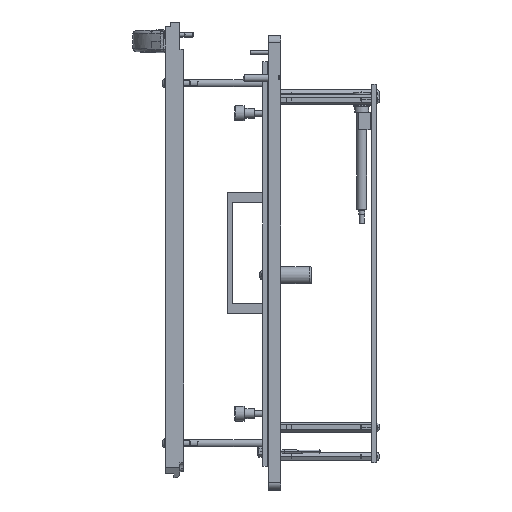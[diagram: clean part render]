
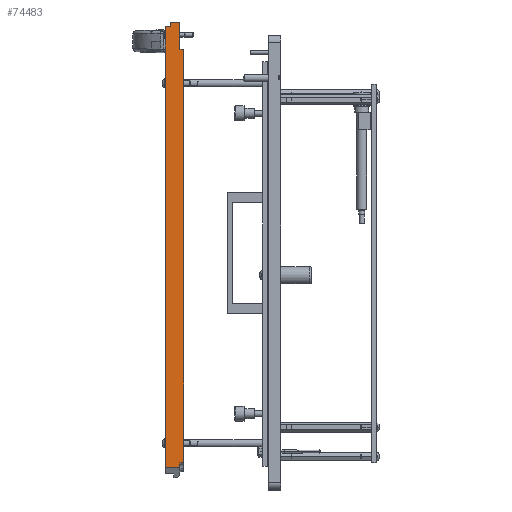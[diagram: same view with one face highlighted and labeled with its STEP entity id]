
A CAD part, left-side view. The second image highlights one B-rep face of the part: STEP entity #74483.
In plain terms, the highlighted face is planar.
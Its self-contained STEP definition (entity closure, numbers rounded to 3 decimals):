
#838 = CARTESIAN_POINT ( 'NONE',  ( 303., -7.4, 101.55 ) ) ;
#3958 = VECTOR ( 'NONE', #35383, 1000. ) ;
#4624 = CARTESIAN_POINT ( 'NONE',  ( 303., 7.5, 183.55 ) ) ;
#6273 = CARTESIAN_POINT ( 'NONE',  ( 303., -4.3, 171.55 ) ) ;
#7013 = ORIENTED_EDGE ( 'NONE', *, *, #36867, .T. ) ;
#7357 = VERTEX_POINT ( 'NONE', #16444 ) ;
#7433 = DIRECTION ( 'NONE',  ( 0., -1., 0. ) ) ;
#7675 = FACE_OUTER_BOUND ( 'NONE', #80782, .T. ) ;
#7891 = DIRECTION ( 'NONE',  ( 0., -1., 0. ) ) ;
#10193 = ORIENTED_EDGE ( 'NONE', *, *, #44787, .T. ) ;
#10737 = EDGE_CURVE ( 'NONE', #24669, #87774, #22947, .T. ) ;
#10995 = VECTOR ( 'NONE', #50841, 1000. ) ;
#12409 = EDGE_CURVE ( 'NONE', #7357, #31824, #88298, .T. ) ;
#12953 = CARTESIAN_POINT ( 'NONE',  ( 303., 7.5, 183.55 ) ) ;
#13198 = EDGE_CURVE ( 'NONE', #55802, #70744, #58497, .T. ) ;
#13641 = AXIS2_PLACEMENT_3D ( 'NONE', #4624, #87915, #53620 ) ;
#14295 = DIRECTION ( 'NONE',  ( 0., -1., 0. ) ) ;
#14337 = DIRECTION ( 'NONE',  ( 0., 0., 1. ) ) ;
#14808 = CARTESIAN_POINT ( 'NONE',  ( 303., 12.253, 171.55 ) ) ;
#15486 = VECTOR ( 'NONE', #46731, 1000. ) ;
#16444 = CARTESIAN_POINT ( 'NONE',  ( 303., -4.3, -161.55 ) ) ;
#18146 = VECTOR ( 'NONE', #14295, 1000. ) ;
#18324 = CARTESIAN_POINT ( 'NONE',  ( 303., -4.3, 171.55 ) ) ;
#20359 = EDGE_CURVE ( 'NONE', #49672, #52606, #34139, .T. ) ;
#22457 = CARTESIAN_POINT ( 'NONE',  ( 303., 7.5, -179.55 ) ) ;
#22947 = LINE ( 'NONE', #838, #28442 ) ;
#22980 = LINE ( 'NONE', #43185, #10995 ) ;
#24283 = LINE ( 'NONE', #47200, #59408 ) ;
#24669 = VERTEX_POINT ( 'NONE', #66034 ) ;
#26684 = LINE ( 'NONE', #33174, #65015 ) ;
#27240 = ORIENTED_EDGE ( 'NONE', *, *, #12409, .F. ) ;
#28104 = ORIENTED_EDGE ( 'NONE', *, *, #83854, .F. ) ;
#28442 = VECTOR ( 'NONE', #7891, 1000. ) ;
#28719 = CARTESIAN_POINT ( 'NONE',  ( 303., -7.5, -161.55 ) ) ;
#28838 = CARTESIAN_POINT ( 'NONE',  ( 303., -7.5, -183.55 ) ) ;
#30479 = EDGE_CURVE ( 'NONE', #68183, #67238, #22980, .T. ) ;
#31824 = VERTEX_POINT ( 'NONE', #70107 ) ;
#32342 = EDGE_CURVE ( 'NONE', #87774, #31824, #60923, .T. ) ;
#32902 = CARTESIAN_POINT ( 'NONE',  ( 303., -4.3, -183.55 ) ) ;
#33174 = CARTESIAN_POINT ( 'NONE',  ( 303., -4.3, -183.55 ) ) ;
#33445 = ORIENTED_EDGE ( 'NONE', *, *, #69448, .F. ) ;
#34139 = LINE ( 'NONE', #12953, #15486 ) ;
#34150 = VECTOR ( 'NONE', #69560, 1000. ) ;
#34243 = ORIENTED_EDGE ( 'NONE', *, *, #13198, .F. ) ;
#34496 = DIRECTION ( 'NONE',  ( 0., 0., -1. ) ) ;
#35383 = DIRECTION ( 'NONE',  ( 0., -1., 0. ) ) ;
#36810 = LINE ( 'NONE', #14808, #3958 ) ;
#36867 = EDGE_CURVE ( 'NONE', #59671, #67238, #49462, .T. ) ;
#37364 = CARTESIAN_POINT ( 'NONE',  ( 303., -4.3, 175.55 ) ) ;
#39218 = CARTESIAN_POINT ( 'NONE',  ( 303., 7.5, -179.55 ) ) ;
#41707 = VERTEX_POINT ( 'NONE', #81338 ) ;
#43185 = CARTESIAN_POINT ( 'NONE',  ( 303., 3.2, -183.55 ) ) ;
#43561 = CARTESIAN_POINT ( 'NONE',  ( 303., 7.5, 175.55 ) ) ;
#44787 = EDGE_CURVE ( 'NONE', #52606, #70744, #66792, .T. ) ;
#46731 = DIRECTION ( 'NONE',  ( 0., 0., 1. ) ) ;
#47200 = CARTESIAN_POINT ( 'NONE',  ( 303., -7.4, 183.55 ) ) ;
#49462 = LINE ( 'NONE', #28838, #34150 ) ;
#49672 = VERTEX_POINT ( 'NONE', #39218 ) ;
#50197 = CARTESIAN_POINT ( 'NONE',  ( 303., 3.2, -183.55 ) ) ;
#50841 = DIRECTION ( 'NONE',  ( 0., 0., -1. ) ) ;
#50900 = ORIENTED_EDGE ( 'NONE', *, *, #32342, .T. ) ;
#51295 = CARTESIAN_POINT ( 'NONE',  ( 303., 7.5, 175.55 ) ) ;
#52606 = VERTEX_POINT ( 'NONE', #51295 ) ;
#53620 = DIRECTION ( 'NONE',  ( 0., 0., 1. ) ) ;
#55060 = EDGE_CURVE ( 'NONE', #55802, #41707, #36810, .T. ) ;
#55802 = VERTEX_POINT ( 'NONE', #18324 ) ;
#56606 = ORIENTED_EDGE ( 'NONE', *, *, #10737, .T. ) ;
#58497 = LINE ( 'NONE', #6273, #75803 ) ;
#59408 = VECTOR ( 'NONE', #14337, 1000. ) ;
#59671 = VERTEX_POINT ( 'NONE', #32902 ) ;
#60848 = CARTESIAN_POINT ( 'NONE',  ( 303., -7.5, 183.55 ) ) ;
#60923 = LINE ( 'NONE', #60848, #63123 ) ;
#63123 = VECTOR ( 'NONE', #34496, 1000. ) ;
#64560 = VECTOR ( 'NONE', #7433, 1000. ) ;
#65015 = VECTOR ( 'NONE', #75029, 1000. ) ;
#65892 = CARTESIAN_POINT ( 'NONE',  ( 303., 3.2, -179.55 ) ) ;
#66034 = CARTESIAN_POINT ( 'NONE',  ( 303., -7.4, 101.55 ) ) ;
#66792 = LINE ( 'NONE', #43561, #64560 ) ;
#67238 = VERTEX_POINT ( 'NONE', #50197 ) ;
#68183 = VERTEX_POINT ( 'NONE', #65892 ) ;
#68423 = ORIENTED_EDGE ( 'NONE', *, *, #89955, .F. ) ;
#69448 = EDGE_CURVE ( 'NONE', #59671, #7357, #26684, .T. ) ;
#69560 = DIRECTION ( 'NONE',  ( 0., 1., 0. ) ) ;
#70107 = CARTESIAN_POINT ( 'NONE',  ( 303., -7.5, -161.55 ) ) ;
#70744 = VERTEX_POINT ( 'NONE', #37364 ) ;
#71503 = DIRECTION ( 'NONE',  ( 0., -1., 0. ) ) ;
#74483 = ADVANCED_FACE ( 'NONE', ( #7675 ), #80802, .F. ) ;
#75029 = DIRECTION ( 'NONE',  ( 0., 0., 1. ) ) ;
#75472 = VECTOR ( 'NONE', #71503, 1000. ) ;
#75803 = VECTOR ( 'NONE', #83930, 1000. ) ;
#77236 = ORIENTED_EDGE ( 'NONE', *, *, #30479, .F. ) ;
#78624 = ORIENTED_EDGE ( 'NONE', *, *, #55060, .T. ) ;
#80782 = EDGE_LOOP ( 'NONE', ( #68423, #56606, #50900, #27240, #33445, #7013, #77236, #28104, #87814, #10193, #34243, #78624 ) ) ;
#80802 = PLANE ( 'NONE',  #13641 ) ;
#81003 = CARTESIAN_POINT ( 'NONE',  ( 303., -7.5, 101.55 ) ) ;
#81338 = CARTESIAN_POINT ( 'NONE',  ( 303., -7.4, 171.55 ) ) ;
#83854 = EDGE_CURVE ( 'NONE', #49672, #68183, #86537, .T. ) ;
#83930 = DIRECTION ( 'NONE',  ( 0., 0., 1. ) ) ;
#86537 = LINE ( 'NONE', #22457, #75472 ) ;
#87774 = VERTEX_POINT ( 'NONE', #81003 ) ;
#87814 = ORIENTED_EDGE ( 'NONE', *, *, #20359, .T. ) ;
#87915 = DIRECTION ( 'NONE',  ( -1., 0., 0. ) ) ;
#88298 = LINE ( 'NONE', #28719, #18146 ) ;
#89955 = EDGE_CURVE ( 'NONE', #24669, #41707, #24283, .T. ) ;
